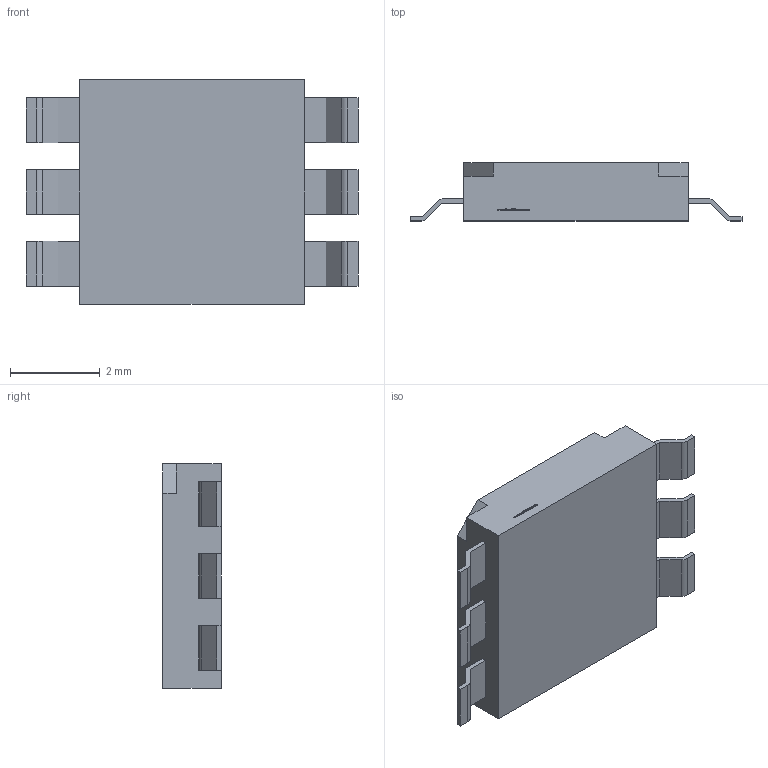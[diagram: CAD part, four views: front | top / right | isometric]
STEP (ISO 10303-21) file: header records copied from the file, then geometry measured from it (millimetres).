
FILE_DESCRIPTION (( 'STEP AP214' ), '1' );
FILE_NAME ('XZxxxxxx111S.STEP', '2015-09-11T17:59:02', ( '' ), ( '' ), 'SwSTEP 2.0', 'SolidWorks 2012', '' );
FILE_SCHEMA (( 'AUTOMOTIVE_DESIGN' ));
Length unit declared in the file: millimetre
Products named in the file (1): XZxxxxxx111S
Bounding box: 7.4 x 1.3 x 5 mm (x, y, z)
Volume: 15.3 mm3; surface area: 109.9 mm2
Topology: 1 solids, 1 shells, 309 faces, 840 edges, 560 vertices
Faces by surface type: plane 194, bspline 99, cylinder 16
Entity records: 14262 total; most frequent: CARTESIAN_POINT 7065, ORIENTED_EDGE 1680, DIRECTION 1096, EDGE_CURVE 840, LINE 610, VECTOR 610, VERTEX_POINT 560, EDGE_LOOP 336
